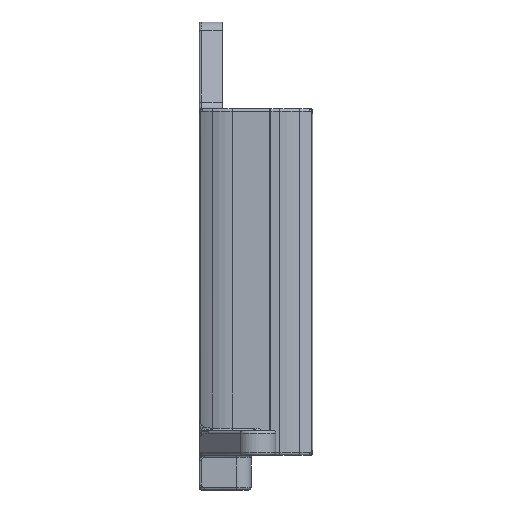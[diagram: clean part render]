
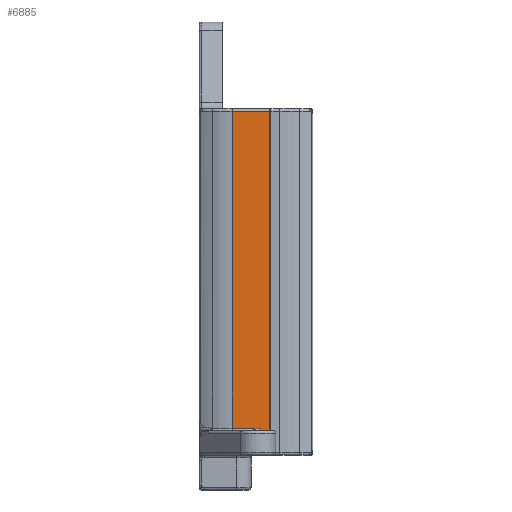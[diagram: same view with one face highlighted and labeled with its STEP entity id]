
A CAD part, left-side view. The second image highlights one B-rep face of the part: STEP entity #6885.
In plain terms, the highlighted planar face has unit normal (-1, 0, 0).
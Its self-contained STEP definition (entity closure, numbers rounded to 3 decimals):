
#201=(
BOUNDED_CURVE()
B_SPLINE_CURVE(2,(#15350,#15351,#15352),.UNSPECIFIED.,.F.,.F.)
B_SPLINE_CURVE_WITH_KNOTS((3,3),(0.5,1.),.UNSPECIFIED.)
CURVE()
GEOMETRIC_REPRESENTATION_ITEM()
RATIONAL_B_SPLINE_CURVE((1.,1.,1.))
REPRESENTATION_ITEM('')
);
#202=(
BOUNDED_CURVE()
B_SPLINE_CURVE(2,(#15399,#15400,#15401),.UNSPECIFIED.,.F.,.F.)
B_SPLINE_CURVE_WITH_KNOTS((3,3),(0.,0.5),.UNSPECIFIED.)
CURVE()
GEOMETRIC_REPRESENTATION_ITEM()
RATIONAL_B_SPLINE_CURVE((1.,1.,1.))
REPRESENTATION_ITEM('')
);
#421=LINE('',#17215,#856);
#464=LINE('',#17562,#899);
#470=LINE('',#17750,#905);
#475=LINE('',#18084,#910);
#500=LINE('',#18212,#935);
#568=LINE('',#18453,#1003);
#856=VECTOR('',#8415,10.);
#899=VECTOR('',#8566,10.);
#905=VECTOR('',#8608,10.);
#910=VECTOR('',#8643,10.);
#935=VECTOR('',#8798,10.);
#1003=VECTOR('',#9082,10.);
#1277=PLANE('',#7522);
#1662=FACE_OUTER_BOUND('',#2086,.T.);
#2086=EDGE_LOOP('',(#6189,#6190,#6191,#6192,#6193,#6194,#6195,#6196,#6197,
#6198));
#2287=CIRCLE('',#7197,0.546);
#2368=CIRCLE('',#7307,0.546);
#2972=VERTEX_POINT('',#15342);
#2973=VERTEX_POINT('',#15349);
#2975=VERTEX_POINT('',#15397);
#3012=VERTEX_POINT('',#16160);
#3013=VERTEX_POINT('',#16167);
#3096=VERTEX_POINT('',#17212);
#3097=VERTEX_POINT('',#17214);
#3143=VERTEX_POINT('',#17558);
#3157=VERTEX_POINT('',#18077);
#3196=VERTEX_POINT('',#18207);
#3787=EDGE_CURVE('',#2972,#2973,#201,.T.);
#3791=EDGE_CURVE('',#2975,#2972,#202,.T.);
#3841=EDGE_CURVE('',#3012,#3013,#2287,.T.);
#3950=EDGE_CURVE('',#3097,#3096,#421,.T.);
#4023=EDGE_CURVE('',#3143,#3012,#2368,.T.);
#4024=EDGE_CURVE('',#3097,#3143,#464,.T.);
#4042=EDGE_CURVE('',#3013,#2975,#470,.T.);
#4061=EDGE_CURVE('',#3157,#3096,#475,.T.);
#4127=EDGE_CURVE('',#2973,#3196,#500,.T.);
#4246=EDGE_CURVE('',#3196,#3157,#568,.T.);
#6189=ORIENTED_EDGE('',*,*,#4024,.F.);
#6190=ORIENTED_EDGE('',*,*,#3950,.T.);
#6191=ORIENTED_EDGE('',*,*,#4061,.F.);
#6192=ORIENTED_EDGE('',*,*,#4246,.F.);
#6193=ORIENTED_EDGE('',*,*,#4127,.F.);
#6194=ORIENTED_EDGE('',*,*,#3787,.F.);
#6195=ORIENTED_EDGE('',*,*,#3791,.F.);
#6196=ORIENTED_EDGE('',*,*,#4042,.F.);
#6197=ORIENTED_EDGE('',*,*,#3841,.F.);
#6198=ORIENTED_EDGE('',*,*,#4023,.F.);
#6885=ADVANCED_FACE('',(#1662),#1277,.T.);
#7197=AXIS2_PLACEMENT_3D('',#16168,#8268,#8269);
#7307=AXIS2_PLACEMENT_3D('',#17560,#8562,#8563);
#7522=AXIS2_PLACEMENT_3D('',#18471,#9105,#9106);
#8268=DIRECTION('center_axis',(1.,0.,0.));
#8269=DIRECTION('ref_axis',(0.,0.707,-0.707));
#8415=DIRECTION('',(0.,0.,1.));
#8562=DIRECTION('center_axis',(1.,0.,0.));
#8563=DIRECTION('ref_axis',(0.,0.707,-0.707));
#8566=DIRECTION('',(0.,1.,0.));
#8608=DIRECTION('',(0.,0.,1.));
#8643=DIRECTION('',(0.,-1.,0.));
#8798=DIRECTION('',(0.,1.,0.));
#9082=DIRECTION('',(0.,0.,1.));
#9105=DIRECTION('center_axis',(-1.,0.,0.));
#9106=DIRECTION('ref_axis',(0.,-1.,0.));
#15342=CARTESIAN_POINT('',(-21.,-1.163,5.113));
#15349=CARTESIAN_POINT('',(-21.,0.522,5.5));
#15350=CARTESIAN_POINT('Ctrl Pts',(-21.,-1.163,5.113));
#15351=CARTESIAN_POINT('Ctrl Pts',(-21.,-0.601,5.5));
#15352=CARTESIAN_POINT('Ctrl Pts',(-21.,0.522,5.5));
#15397=CARTESIAN_POINT('',(-21.,-1.724,3.954));
#15399=CARTESIAN_POINT('Ctrl Pts',(-21.,-1.724,3.954));
#15400=CARTESIAN_POINT('Ctrl Pts',(-21.,-1.724,4.727));
#15401=CARTESIAN_POINT('Ctrl Pts',(-21.,-1.163,5.113));
#16160=CARTESIAN_POINT('',(-21.,-1.884,0.66));
#16167=CARTESIAN_POINT('',(-21.,-1.724,1.046));
#16168=CARTESIAN_POINT('Origin',(-21.,-2.271,1.046));
#17212=CARTESIAN_POINT('',(-21.,-2.8,69.5));
#17214=CARTESIAN_POINT('',(-21.,-2.8,0.5));
#17215=CARTESIAN_POINT('',(-21.,-2.8,20.127));
#17558=CARTESIAN_POINT('',(-21.,-2.271,0.5));
#17560=CARTESIAN_POINT('Origin',(-21.,-2.271,1.046));
#17562=CARTESIAN_POINT('',(-21.,3.279,0.5));
#17750=CARTESIAN_POINT('',(-21.,-1.724,0.));
#18077=CARTESIAN_POINT('',(-21.,4.796,69.5));
#18084=CARTESIAN_POINT('',(-21.,3.279,69.5));
#18207=CARTESIAN_POINT('',(-21.,4.796,5.5));
#18212=CARTESIAN_POINT('',(-21.,5.154,5.5));
#18453=CARTESIAN_POINT('',(-21.,4.796,0.));
#18471=CARTESIAN_POINT('Origin',(-21.,6.557,0.));
